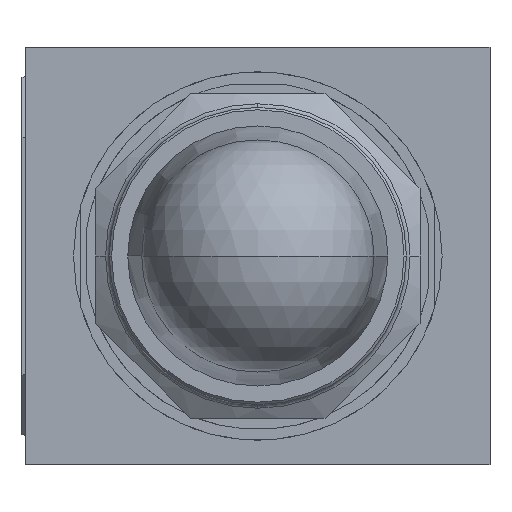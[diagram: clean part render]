
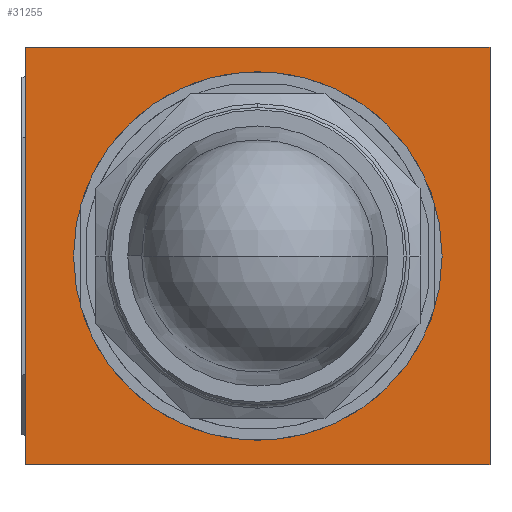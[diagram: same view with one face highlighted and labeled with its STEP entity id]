
A CAD part, front view. The second image highlights one B-rep face of the part: STEP entity #31255.
In plain terms, the highlighted planar face has unit normal (0, -1, 0).
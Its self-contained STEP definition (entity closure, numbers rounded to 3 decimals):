
#30271=DIRECTION('',(-1.,0.,0.));
#30272=VECTOR('',#30271,50.);
#30273=CARTESIAN_POINT('',(25.,7.938,22.5));
#30274=LINE('',#30273,#30272);
#30275=DIRECTION('',(0.,0.,1.));
#30276=VECTOR('',#30275,45.);
#30277=CARTESIAN_POINT('',(25.,7.938,-22.5));
#30278=LINE('',#30277,#30276);
#30279=DIRECTION('',(1.,0.,0.));
#30280=VECTOR('',#30279,50.);
#30281=CARTESIAN_POINT('',(-25.,7.938,-22.5));
#30282=LINE('',#30281,#30280);
#30283=CARTESIAN_POINT('',(0.,7.938,0.));
#30284=DIRECTION('',(0.,1.,0.));
#30285=DIRECTION('',(1.,0.,0.));
#30286=AXIS2_PLACEMENT_3D('',#30283,#30284,#30285);
#30288=CARTESIAN_POINT('',(0.,7.938,0.));
#30289=DIRECTION('',(0.,1.,0.));
#30290=DIRECTION('',(-1.,0.,0.));
#30291=AXIS2_PLACEMENT_3D('',#30288,#30289,#30290);
#30297=DIRECTION('',(0.,0.,1.));
#30298=VECTOR('',#30297,45.);
#30299=CARTESIAN_POINT('',(-25.,7.938,-22.5));
#30300=LINE('',#30299,#30298);
#30511=CARTESIAN_POINT('',(-25.,7.938,22.5));
#30512=VERTEX_POINT('',#30511);
#30513=CARTESIAN_POINT('',(25.,7.938,22.5));
#30514=VERTEX_POINT('',#30513);
#30515=CARTESIAN_POINT('',(25.,7.938,-22.5));
#30516=VERTEX_POINT('',#30515);
#30517=CARTESIAN_POINT('',(-25.,7.938,-22.5));
#30518=VERTEX_POINT('',#30517);
#30519=CARTESIAN_POINT('',(19.844,7.938,0.));
#30520=CARTESIAN_POINT('',(-19.844,7.938,0.));
#30521=VERTEX_POINT('',#30519);
#30522=VERTEX_POINT('',#30520);
#31235=CARTESIAN_POINT('',(0.,7.938,0.));
#31236=DIRECTION('',(0.,1.,0.));
#31237=DIRECTION('',(1.,0.,0.));
#31238=AXIS2_PLACEMENT_3D('',#31235,#31236,#31237);
#31239=PLANE('',#31238);
#31241=ORIENTED_EDGE('',*,*,#31240,.T.);
#31243=ORIENTED_EDGE('',*,*,#31242,.F.);
#31244=ORIENTED_EDGE('',*,*,#31218,.F.);
#31246=ORIENTED_EDGE('',*,*,#31245,.F.);
#31247=EDGE_LOOP('',(#31241,#31243,#31244,#31246));
#31248=FACE_OUTER_BOUND('',#31247,.F.);
#31250=ORIENTED_EDGE('',*,*,#31249,.F.);
#31252=ORIENTED_EDGE('',*,*,#31251,.F.);
#31253=EDGE_LOOP('',(#31250,#31252));
#31254=FACE_BOUND('',#31253,.F.);
#30287=CIRCLE('',#30286,19.844);
#30292=CIRCLE('',#30291,19.844);
#31218=EDGE_CURVE('',#30516,#30514,#30278,.T.);
#31240=EDGE_CURVE('',#30518,#30512,#30300,.T.);
#31242=EDGE_CURVE('',#30514,#30512,#30274,.T.);
#31245=EDGE_CURVE('',#30518,#30516,#30282,.T.);
#31249=EDGE_CURVE('',#30521,#30522,#30287,.T.);
#31251=EDGE_CURVE('',#30522,#30521,#30292,.T.);
#31255=ADVANCED_FACE('',(#31248,#31254),#31239,.F.);
